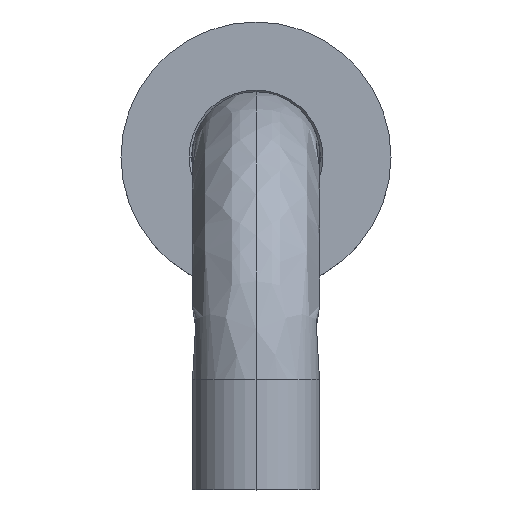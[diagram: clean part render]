
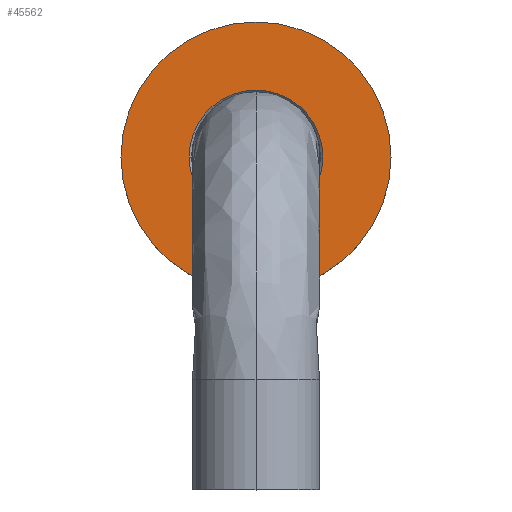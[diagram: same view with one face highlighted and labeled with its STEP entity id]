
A CAD part, top view. The second image highlights one B-rep face of the part: STEP entity #45562.
In plain terms, the highlighted planar face has unit normal (0, 0, 1).
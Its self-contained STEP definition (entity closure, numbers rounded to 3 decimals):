
#2146 = CIRCLE ( 'NONE', #38171, 27. ) ;
#3253 = DIRECTION ( 'NONE',  ( 0., 0., -1. ) ) ;
#4740 = DIRECTION ( 'NONE',  ( 0., 0., -1. ) ) ;
#5746 = EDGE_LOOP ( 'NONE', ( #18228, #45141 ) ) ;
#7676 = CIRCLE ( 'NONE', #14379, 27. ) ;
#8016 = DIRECTION ( 'NONE',  ( 1., 0., 0. ) ) ;
#8183 = DIRECTION ( 'NONE',  ( 0., 0., -1. ) ) ;
#8277 = PLANE ( 'NONE',  #13364 ) ;
#8333 = CARTESIAN_POINT ( 'NONE',  ( 0., 0., 10. ) ) ;
#10307 = EDGE_CURVE ( 'NONE', #35611, #14300, #2146, .T. ) ;
#10562 = CIRCLE ( 'NONE', #17159, 13.375 ) ;
#11450 = DIRECTION ( 'NONE',  ( 0., 0., -1. ) ) ;
#13364 = AXIS2_PLACEMENT_3D ( 'NONE', #26463, #4740, #30020 ) ;
#14300 = VERTEX_POINT ( 'NONE', #30639 ) ;
#14359 = VERTEX_POINT ( 'NONE', #28428 ) ;
#14379 = AXIS2_PLACEMENT_3D ( 'NONE', #32899, #11450, #36459 ) ;
#15252 = ORIENTED_EDGE ( 'NONE', *, *, #15770, .T. ) ;
#15770 = EDGE_CURVE ( 'NONE', #14359, #25564, #10562, .T. ) ;
#16074 = ORIENTED_EDGE ( 'NONE', *, *, #31021, .T. ) ;
#17159 = AXIS2_PLACEMENT_3D ( 'NONE', #8333, #8183, #8016 ) ;
#18228 = ORIENTED_EDGE ( 'NONE', *, *, #23238, .F. ) ;
#18436 = CIRCLE ( 'NONE', #36447, 13.375 ) ;
#22797 = CARTESIAN_POINT ( 'NONE',  ( 27., 0., 10. ) ) ;
#23238 = EDGE_CURVE ( 'NONE', #14300, #35611, #7676, .T. ) ;
#25004 = CARTESIAN_POINT ( 'NONE',  ( 0., 0., 10. ) ) ;
#25564 = VERTEX_POINT ( 'NONE', #32852 ) ;
#26463 = CARTESIAN_POINT ( 'NONE',  ( -27., 0., 10. ) ) ;
#28428 = CARTESIAN_POINT ( 'NONE',  ( -13.375, 0., 10. ) ) ;
#28579 = DIRECTION ( 'NONE',  ( 1., 0., 0. ) ) ;
#30020 = DIRECTION ( 'NONE',  ( 0., 1., 0. ) ) ;
#30639 = CARTESIAN_POINT ( 'NONE',  ( -27., 0., 10. ) ) ;
#31021 = EDGE_CURVE ( 'NONE', #25564, #14359, #18436, .T. ) ;
#32852 = CARTESIAN_POINT ( 'NONE',  ( 13.375, 0., 10. ) ) ;
#32899 = CARTESIAN_POINT ( 'NONE',  ( 0., 0., 10. ) ) ;
#34234 = EDGE_LOOP ( 'NONE', ( #16074, #15252 ) ) ;
#34462 = DIRECTION ( 'NONE',  ( -1., 0., 0. ) ) ;
#34472 = DIRECTION ( 'NONE',  ( 0., 0., -1. ) ) ;
#34502 = CARTESIAN_POINT ( 'NONE',  ( 0., 0., 10. ) ) ;
#35611 = VERTEX_POINT ( 'NONE', #22797 ) ;
#36447 = AXIS2_PLACEMENT_3D ( 'NONE', #25004, #3253, #28579 ) ;
#36459 = DIRECTION ( 'NONE',  ( -1., 0., 0. ) ) ;
#38171 = AXIS2_PLACEMENT_3D ( 'NONE', #34502, #34472, #34462 ) ;
#39239 = FACE_BOUND ( 'NONE', #34234, .T. ) ;
#40361 = FACE_OUTER_BOUND ( 'NONE', #5746, .T. ) ;
#45141 = ORIENTED_EDGE ( 'NONE', *, *, #10307, .F. ) ;
#45562 = ADVANCED_FACE ( 'NONE', ( #39239, #40361 ), #8277, .F. ) ;
